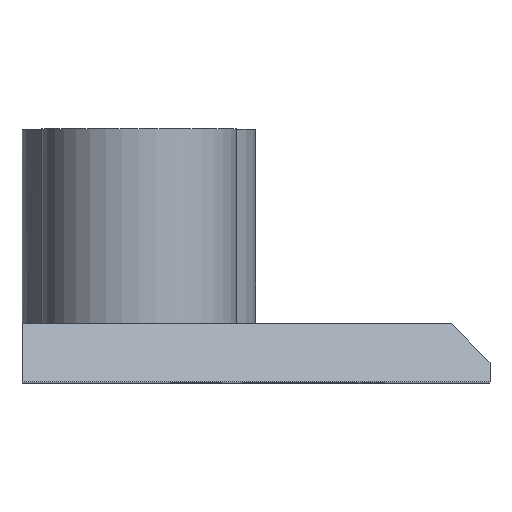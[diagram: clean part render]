
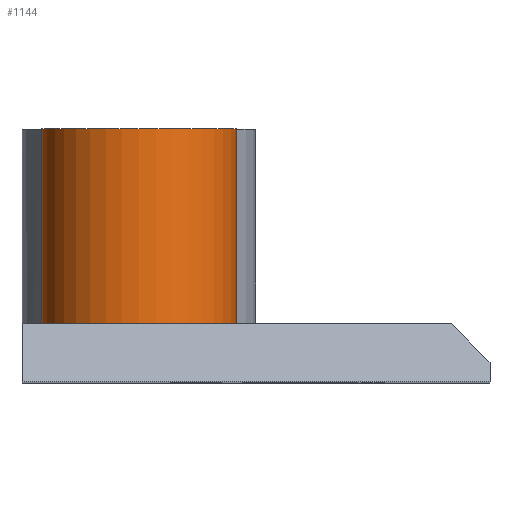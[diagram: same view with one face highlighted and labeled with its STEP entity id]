
A CAD part, top view. The second image highlights one B-rep face of the part: STEP entity #1144.
In plain terms, the highlighted cylindrical face has radius 5 mm (diameter 10 mm), a partial arc.
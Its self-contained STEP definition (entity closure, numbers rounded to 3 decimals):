
#72 = EDGE_CURVE ( 'NONE', #354, #418, #775, .T. ) ;
#95 = CIRCLE ( 'NONE', #1498, 5. ) ;
#154 = AXIS2_PLACEMENT_3D ( 'NONE', #950, #931, #1502 ) ;
#216 = CARTESIAN_POINT ( 'NONE',  ( 0., 53., -10. ) ) ;
#234 = DIRECTION ( 'NONE',  ( 0., -1., 0. ) ) ;
#273 = VERTEX_POINT ( 'NONE', #1387 ) ;
#308 = ORIENTED_EDGE ( 'NONE', *, *, #1069, .F. ) ;
#322 = CYLINDRICAL_SURFACE ( 'NONE', #154, 5. ) ;
#354 = VERTEX_POINT ( 'NONE', #854 ) ;
#373 = EDGE_CURVE ( 'NONE', #1152, #354, #95, .T. ) ;
#418 = VERTEX_POINT ( 'NONE', #850 ) ;
#423 = AXIS2_PLACEMENT_3D ( 'NONE', #216, #234, #1203 ) ;
#578 = DIRECTION ( 'NONE',  ( 0., 0., -1. ) ) ;
#608 = CARTESIAN_POINT ( 'NONE',  ( 5., 63., -10. ) ) ;
#742 = ORIENTED_EDGE ( 'NONE', *, *, #373, .T. ) ;
#751 = VECTOR ( 'NONE', #1166, 1000. ) ;
#769 = CARTESIAN_POINT ( 'NONE',  ( -5., 50., -10. ) ) ;
#775 = LINE ( 'NONE', #769, #1709 ) ;
#836 = CIRCLE ( 'NONE', #423, 5. ) ;
#850 = CARTESIAN_POINT ( 'NONE',  ( -5., 53., -10. ) ) ;
#854 = CARTESIAN_POINT ( 'NONE',  ( -5., 63., -10. ) ) ;
#931 = DIRECTION ( 'NONE',  ( 0., -1., 0. ) ) ;
#950 = CARTESIAN_POINT ( 'NONE',  ( 0., 63., -10. ) ) ;
#952 = FACE_OUTER_BOUND ( 'NONE', #1136, .T. ) ;
#1065 = ORIENTED_EDGE ( 'NONE', *, *, #1554, .T. ) ;
#1069 = EDGE_CURVE ( 'NONE', #273, #418, #836, .T. ) ;
#1125 = LINE ( 'NONE', #608, #751 ) ;
#1136 = EDGE_LOOP ( 'NONE', ( #742, #1269, #308, #1065 ) ) ;
#1139 = DIRECTION ( 'NONE',  ( 0., -1., 0. ) ) ;
#1144 = ADVANCED_FACE ( 'NONE', ( #952 ), #322, .T. ) ;
#1152 = VERTEX_POINT ( 'NONE', #1625 ) ;
#1166 = DIRECTION ( 'NONE',  ( 0., 1., 0. ) ) ;
#1203 = DIRECTION ( 'NONE',  ( 0., 0., -1. ) ) ;
#1269 = ORIENTED_EDGE ( 'NONE', *, *, #72, .T. ) ;
#1387 = CARTESIAN_POINT ( 'NONE',  ( 5., 53., -10. ) ) ;
#1498 = AXIS2_PLACEMENT_3D ( 'NONE', #1564, #1139, #578 ) ;
#1502 = DIRECTION ( 'NONE',  ( 0., 0., -1. ) ) ;
#1554 = EDGE_CURVE ( 'NONE', #273, #1152, #1125, .T. ) ;
#1564 = CARTESIAN_POINT ( 'NONE',  ( 0., 63., -10. ) ) ;
#1625 = CARTESIAN_POINT ( 'NONE',  ( 5., 63., -10. ) ) ;
#1643 = DIRECTION ( 'NONE',  ( 0., -1., 0. ) ) ;
#1709 = VECTOR ( 'NONE', #1643, 1000. ) ;
